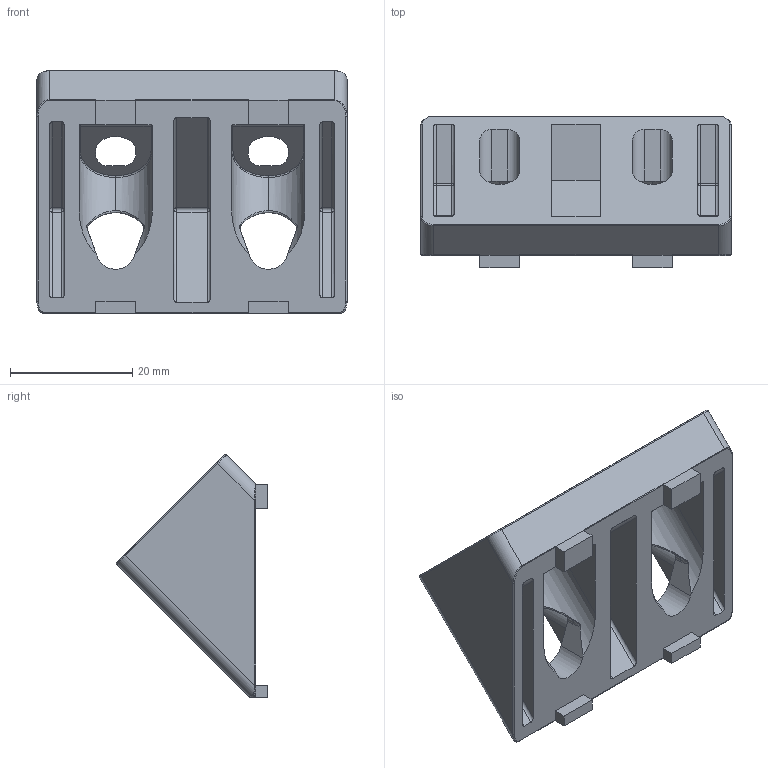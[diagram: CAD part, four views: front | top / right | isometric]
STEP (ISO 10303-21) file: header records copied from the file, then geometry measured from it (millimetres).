
FILE_DESCRIPTION (( 'STEP AP203' ), '1' );
FILE_NAME ('166233.step', '2023-10-19T17:13:46', ( '' ), ( '' ), 'SwSTEP 2.0', 'SolidWorks 2023', '' );
FILE_SCHEMA (( 'CONFIG_CONTROL_DESIGN' ));
Length unit declared in the file: millimetre
Products named in the file (1): 166233
Bounding box: 50.8 x 24.83 x 39.79 mm (x, y, z)
Volume: 15426.3 mm3; surface area: 9297.6 mm2
Topology: 1 solids, 1 shells, 199 faces, 503 edges, 302 vertices
Faces by surface type: cylinder 81, plane 74, torus 16, sphere 14, bspline 14
Entity records: 7024 total; most frequent: CARTESIAN_POINT 2429, ORIENTED_EDGE 990, DIRECTION 893, EDGE_CURVE 495, AXIS2_PLACEMENT_3D 310, VERTEX_POINT 302, LINE 273, VECTOR 273
